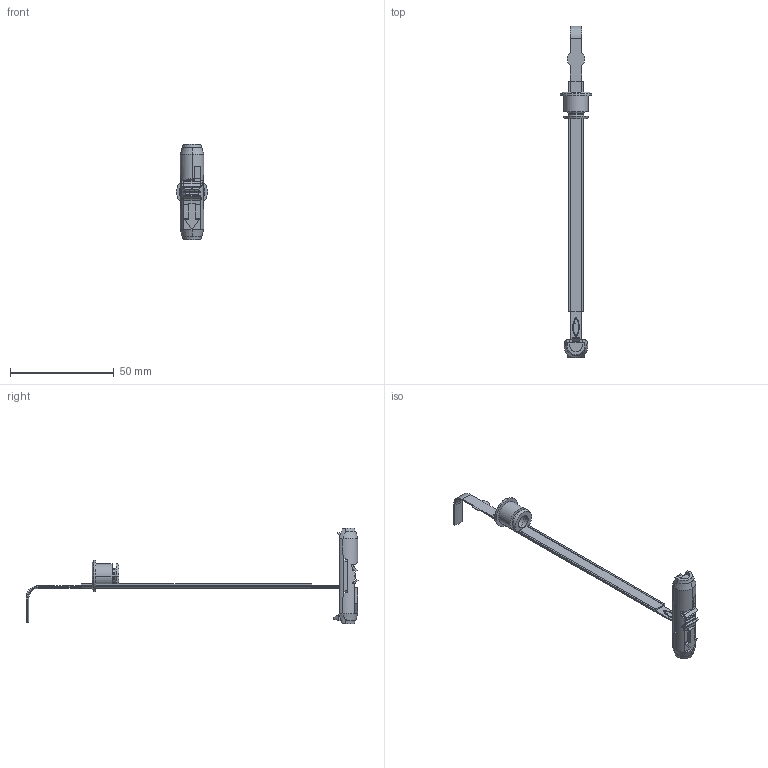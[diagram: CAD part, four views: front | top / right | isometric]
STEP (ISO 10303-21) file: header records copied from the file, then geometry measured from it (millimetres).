
FILE_DESCRIPTION(('STEP AP214'),'1');
FILE_NAME('cctmp_3E8D9840-6735-4B82-B0D6-E825687C4CF5_2022_10_20_14_06_44_0875..stp','2022-10-20T12:06:45',('fischerwerke GmbH & Co. KG'),('CADClick - www.CADClick.com'),'Spatial InterOp 3D',' ','unknown authorization');
FILE_SCHEMA(('AUTOMOTIVE_DESIGN'));
Length unit declared in the file: millimetre
Products named in the file (1): 1
Bounding box: 15 x 160 x 46.2 mm (x, y, z)
Volume: 5611.6 mm3; surface area: 6756.2 mm2
Topology: 2 solids, 2 shells, 431 faces, 1248 edges, 815 vertices
Faces by surface type: plane 335, cylinder 69, cone 19, torus 8
Entity records: 18377 total; most frequent: CARTESIAN_POINT 3450, ORIENTED_EDGE 2496, DIRECTION 2256, EDGE_CURVE 1248, LINE 1004, VECTOR 1004, VERTEX_POINT 815, AXIS2_PLACEMENT_3D 626
